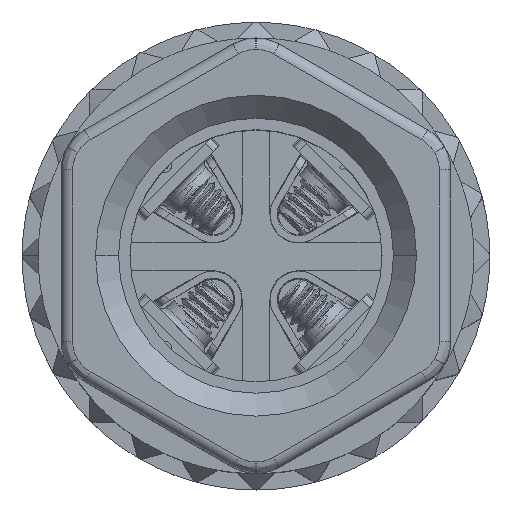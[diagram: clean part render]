
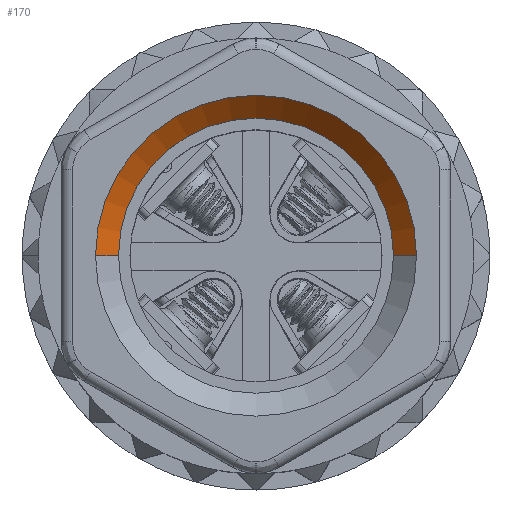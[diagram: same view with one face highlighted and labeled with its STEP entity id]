
A CAD part, top view. The second image highlights one B-rep face of the part: STEP entity #170.
In plain terms, the highlighted conical face has half-angle 45 degrees and reference radius 6 mm.
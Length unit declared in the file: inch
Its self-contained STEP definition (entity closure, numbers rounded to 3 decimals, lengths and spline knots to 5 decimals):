
#170 = ADVANCED_FACE ( 'NONE', ( #151863 ), #64294, .F. ) ;
#671 = CARTESIAN_POINT ( 'NONE',  ( -0.23622, 0., 1.60236 ) ) ;
#5241 = EDGE_CURVE ( 'NONE', #7361, #56637, #32092, .T. ) ;
#6189 = CARTESIAN_POINT ( 'NONE',  ( -0.27559, 0., 1.64173 ) ) ;
#7361 = VERTEX_POINT ( 'NONE', #11144 ) ;
#11144 = CARTESIAN_POINT ( 'NONE',  ( 0.27559, 0., 1.64173 ) ) ;
#15077 = ORIENTED_EDGE ( 'NONE', *, *, #96033, .T. ) ;
#20411 = ORIENTED_EDGE ( 'NONE', *, *, #114513, .F. ) ;
#29347 = DIRECTION ( 'NONE',  ( 0., 0., 1. ) ) ;
#32092 = CIRCLE ( 'NONE', #83180, 0.27559 ) ;
#33961 = LINE ( 'NONE', #82711, #77536 ) ;
#35601 = CIRCLE ( 'NONE', #79004, 0.23622 ) ;
#36015 = CARTESIAN_POINT ( 'NONE',  ( 0.23622, 0., 1.60236 ) ) ;
#43258 = CARTESIAN_POINT ( 'NONE',  ( 0., 0., 1.60236 ) ) ;
#54107 = DIRECTION ( 'NONE',  ( 0., -1., 0. ) ) ;
#56637 = VERTEX_POINT ( 'NONE', #6189 ) ;
#64294 = CONICAL_SURFACE ( 'NONE', #112713, 0.23622, 0.785 ) ;
#69892 = ORIENTED_EDGE ( 'NONE', *, *, #5241, .T. ) ;
#77536 = VECTOR ( 'NONE', #131383, 39.37008 ) ;
#79004 = AXIS2_PLACEMENT_3D ( 'NONE', #138791, #29347, #54107 ) ;
#82711 = CARTESIAN_POINT ( 'NONE',  ( -0.23622, 0., 1.60236 ) ) ;
#83026 = CARTESIAN_POINT ( 'NONE',  ( 0., 0., 1.64173 ) ) ;
#83180 = AXIS2_PLACEMENT_3D ( 'NONE', #83026, #154911, #142150 ) ;
#89526 = DIRECTION ( 'NONE',  ( 0.707, 0., 0.707 ) ) ;
#91723 = VECTOR ( 'NONE', #89526, 39.37008 ) ;
#96033 = EDGE_CURVE ( 'NONE', #114337, #7361, #102311, .T. ) ;
#97447 = ORIENTED_EDGE ( 'NONE', *, *, #101960, .F. ) ;
#101960 = EDGE_CURVE ( 'NONE', #145420, #56637, #33961, .T. ) ;
#102311 = LINE ( 'NONE', #150969, #91723 ) ;
#112713 = AXIS2_PLACEMENT_3D ( 'NONE', #43258, #145387, #156578 ) ;
#114337 = VERTEX_POINT ( 'NONE', #36015 ) ;
#114513 = EDGE_CURVE ( 'NONE', #114337, #145420, #35601, .T. ) ;
#131383 = DIRECTION ( 'NONE',  ( -0.707, 0., 0.707 ) ) ;
#138791 = CARTESIAN_POINT ( 'NONE',  ( 0., 0., 1.60236 ) ) ;
#142150 = DIRECTION ( 'NONE',  ( 1., 0., 0. ) ) ;
#145387 = DIRECTION ( 'NONE',  ( 0., 0., 1. ) ) ;
#145420 = VERTEX_POINT ( 'NONE', #671 ) ;
#150969 = CARTESIAN_POINT ( 'NONE',  ( 0.23622, 0., 1.60236 ) ) ;
#151863 = FACE_OUTER_BOUND ( 'NONE', #155766, .T. ) ;
#154911 = DIRECTION ( 'NONE',  ( 0., 0., 1. ) ) ;
#155766 = EDGE_LOOP ( 'NONE', ( #97447, #20411, #15077, #69892 ) ) ;
#156578 = DIRECTION ( 'NONE',  ( 1., 0., 0. ) ) ;
